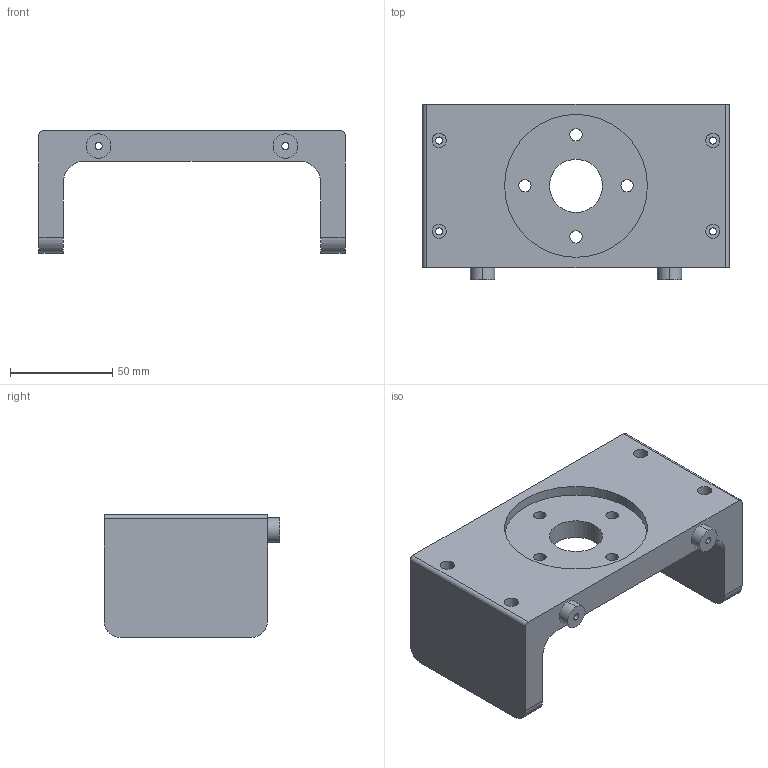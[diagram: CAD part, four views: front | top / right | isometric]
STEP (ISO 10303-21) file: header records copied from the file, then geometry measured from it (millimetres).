
FILE_DESCRIPTION (( 'STEP AP203' ), '1' );
FILE_NAME ('connected to UR-101_Default_sldprt.STEP', '2018-06-25T12:48:01', ( '' ), ( '' ), 'SwSTEP 2.0', 'SolidWorks 2017', '' );
FILE_SCHEMA (( 'CONFIG_CONTROL_DESIGN' ));
Length unit declared in the file: millimetre
Products named in the file (1): connected to UR-101_Default_sldprt
Bounding box: 150 x 86 x 60 mm (x, y, z)
Volume: 232462.7 mm3; surface area: 55416.2 mm2
Topology: 1 solids, 1 shells, 79 faces, 192 edges, 128 vertices
Faces by surface type: cylinder 56, plane 23
Entity records: 2499 total; most frequent: DIRECTION 464, CARTESIAN_POINT 400, ORIENTED_EDGE 384, AXIS2_PLACEMENT_3D 192, EDGE_CURVE 192, VERTEX_POINT 128, EDGE_LOOP 114, CIRCLE 112
